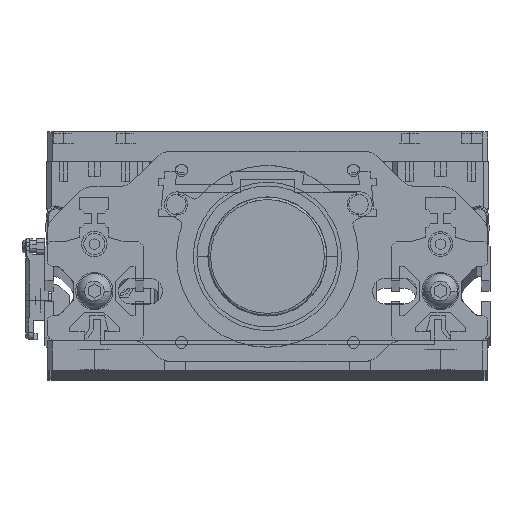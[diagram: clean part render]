
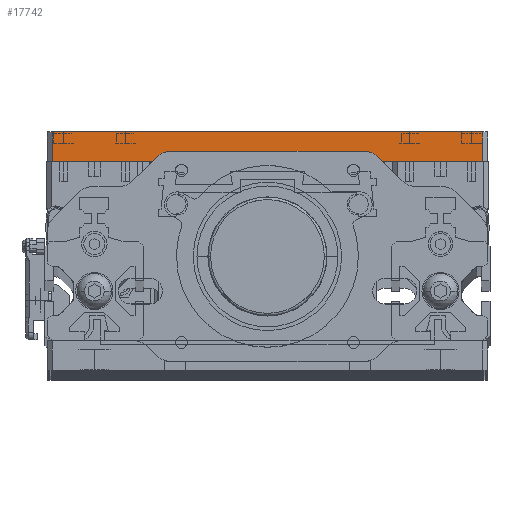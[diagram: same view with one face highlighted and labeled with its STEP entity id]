
A CAD part, top view. The second image highlights one B-rep face of the part: STEP entity #17742.
In plain terms, the highlighted planar face has unit normal (0, 0, 1).
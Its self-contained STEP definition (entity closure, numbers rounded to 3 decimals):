
#11533 = VECTOR ( 'NONE', #88922, 1000. ) ;
#12528 = FACE_OUTER_BOUND ( 'NONE', #33684, .T. ) ;
#12994 = EDGE_CURVE ( 'NONE', #100992, #106406, #52069, .T. ) ;
#17742 = ADVANCED_FACE ( 'NONE', ( #12528 ), #58947, .T. ) ;
#21145 = CARTESIAN_POINT ( 'NONE',  ( -87., 100., 270. ) ) ;
#22795 = CARTESIAN_POINT ( 'NONE',  ( -87., 88., 270. ) ) ;
#26465 = EDGE_CURVE ( 'NONE', #35809, #106406, #55404, .T. ) ;
#30580 = DIRECTION ( 'NONE',  ( 1., 0., 0. ) ) ;
#30663 = VECTOR ( 'NONE', #58560, 1000. ) ;
#33684 = EDGE_LOOP ( 'NONE', ( #54673, #92688, #68805, #76117 ) ) ;
#35809 = VERTEX_POINT ( 'NONE', #21145 ) ;
#36867 = LINE ( 'NONE', #73709, #30663 ) ;
#41663 = LINE ( 'NONE', #112299, #116885 ) ;
#43057 = AXIS2_PLACEMENT_3D ( 'NONE', #22795, #95855, #30580 ) ;
#52043 = EDGE_CURVE ( 'NONE', #103149, #100992, #41663, .T. ) ;
#52069 = LINE ( 'NONE', #107576, #11533 ) ;
#54673 = ORIENTED_EDGE ( 'NONE', *, *, #26465, .F. ) ;
#55404 = LINE ( 'NONE', #92292, #87960 ) ;
#56696 = CARTESIAN_POINT ( 'NONE',  ( -87., 88., 270. ) ) ;
#58560 = DIRECTION ( 'NONE',  ( 0., 1., 0. ) ) ;
#58947 = PLANE ( 'NONE',  #43057 ) ;
#68805 = ORIENTED_EDGE ( 'NONE', *, *, #52043, .T. ) ;
#73493 = DIRECTION ( 'NONE',  ( 1., 0., 0. ) ) ;
#73709 = CARTESIAN_POINT ( 'NONE',  ( -87., 88., 270. ) ) ;
#76117 = ORIENTED_EDGE ( 'NONE', *, *, #12994, .T. ) ;
#77309 = DIRECTION ( 'NONE',  ( 1., 0., 0. ) ) ;
#87960 = VECTOR ( 'NONE', #73493, 1000. ) ;
#88922 = DIRECTION ( 'NONE',  ( 0., 1., 0. ) ) ;
#92292 = CARTESIAN_POINT ( 'NONE',  ( -87., 100., 270. ) ) ;
#92688 = ORIENTED_EDGE ( 'NONE', *, *, #93073, .F. ) ;
#93073 = EDGE_CURVE ( 'NONE', #103149, #35809, #36867, .T. ) ;
#95855 = DIRECTION ( 'NONE',  ( 0., 0., 1. ) ) ;
#100992 = VERTEX_POINT ( 'NONE', #113790 ) ;
#103149 = VERTEX_POINT ( 'NONE', #56696 ) ;
#106406 = VERTEX_POINT ( 'NONE', #106799 ) ;
#106799 = CARTESIAN_POINT ( 'NONE',  ( 87., 100., 270. ) ) ;
#107576 = CARTESIAN_POINT ( 'NONE',  ( 87., 88., 270. ) ) ;
#112299 = CARTESIAN_POINT ( 'NONE',  ( -87., 88., 270. ) ) ;
#113790 = CARTESIAN_POINT ( 'NONE',  ( 87., 88., 270. ) ) ;
#116885 = VECTOR ( 'NONE', #77309, 1000. ) ;
